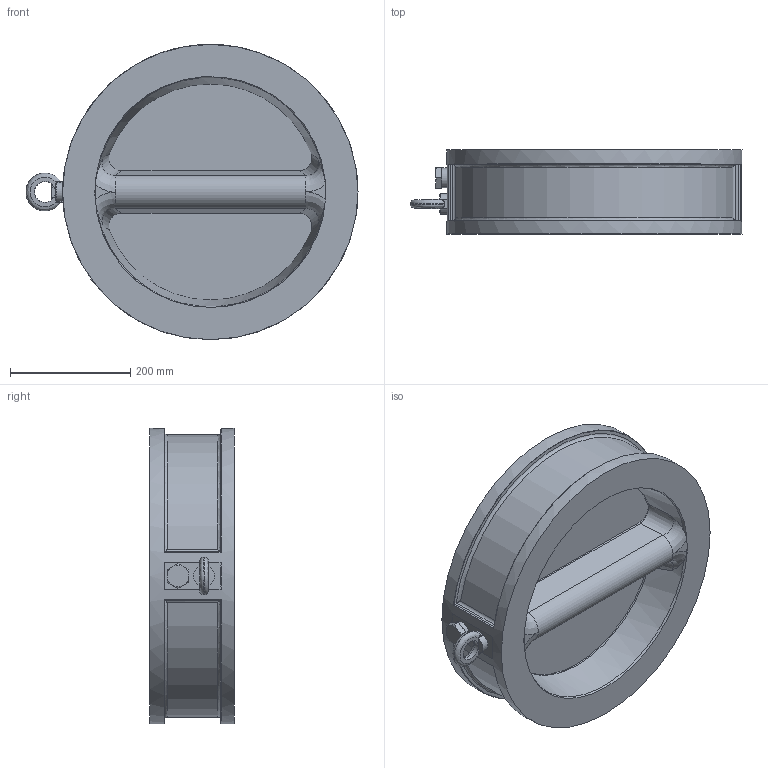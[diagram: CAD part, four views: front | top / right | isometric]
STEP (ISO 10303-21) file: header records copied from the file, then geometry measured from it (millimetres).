
FILE_DESCRIPTION((''),'2;1');
FILE_NAME('98100031.stp','2008-10-17T09:39:24',('hecker'),(''),'Autodesk Inventor 2008','Autodesk Inventor 2008','');
FILE_SCHEMA(('AUTOMOTIVE_DESIGN { 1 0 10303 214 1 1 1 1 }'));
Length unit declared in the file: millimetre
Products named in the file (1): 98100031
Bounding box: 553 x 140 x 492 mm (x, y, z)
Volume: 12760170.4 mm3; surface area: 955191.7 mm2
Topology: 1 solids, 1 shells, 275 faces, 748 edges, 489 vertices
Faces by surface type: plane 116, cylinder 90, bspline 30, cone 21, torus 18
Full cylindrical faces by diameter (mm): 2.7 x4, 24.359 x24, 27.075 x4, 33.25 x1, 35 x3, 37 x6, 405 x1, 410 x1, 492 x1
Entity records: 23295 total; most frequent: CARTESIAN_POINT 17371, ORIENTED_EDGE 1192, DIRECTION 1066, EDGE_CURVE 596, AXIS2_PLACEMENT_3D 424, VERTEX_POINT 409, EDGE_LOOP 333, FACE_OUTER_BOUND 251
